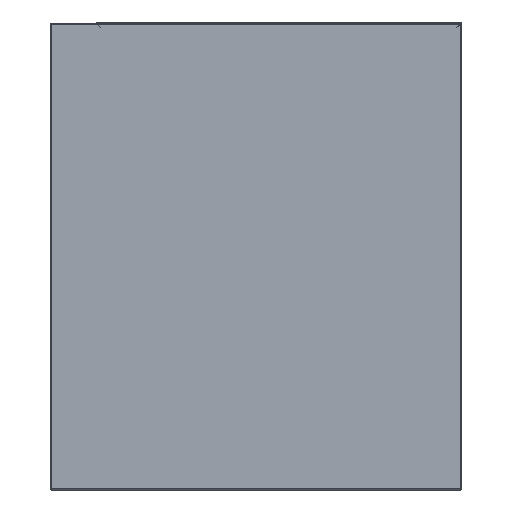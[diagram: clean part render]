
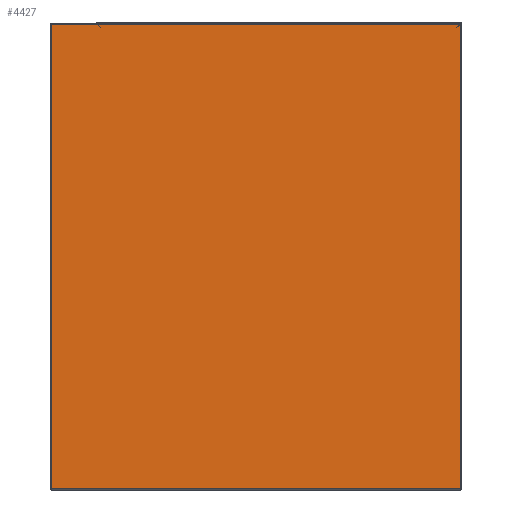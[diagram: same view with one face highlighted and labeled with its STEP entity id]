
A CAD part, left-side view. The second image highlights one B-rep face of the part: STEP entity #4427.
In plain terms, the highlighted planar face has unit normal (-1, 0, 0).
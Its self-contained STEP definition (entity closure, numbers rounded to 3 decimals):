
#24 = EDGE_CURVE ( 'NONE', #3922, #3898, #2405, .T. ) ;
#30 = VECTOR ( 'NONE', #4153, 1000. ) ;
#239 = VECTOR ( 'NONE', #4576, 1000. ) ;
#259 = LINE ( 'NONE', #2426, #1999 ) ;
#305 = ORIENTED_EDGE ( 'NONE', *, *, #3803, .T. ) ;
#425 = LINE ( 'NONE', #1162, #30 ) ;
#590 = DIRECTION ( 'NONE',  ( 0., 0., -1. ) ) ;
#850 = CARTESIAN_POINT ( 'NONE',  ( -497.5, 400., -228.5 ) ) ;
#908 = DIRECTION ( 'NONE',  ( 0., 1., 0. ) ) ;
#1162 = CARTESIAN_POINT ( 'NONE',  ( -497.5, 1., -228.5 ) ) ;
#1315 = CARTESIAN_POINT ( 'NONE',  ( -497.5, 400., -227.5 ) ) ;
#1581 = FACE_OUTER_BOUND ( 'NONE', #4041, .T. ) ;
#1651 = LINE ( 'NONE', #1315, #239 ) ;
#1668 = CARTESIAN_POINT ( 'NONE',  ( -497.5, 399., -227.5 ) ) ;
#1704 = ORIENTED_EDGE ( 'NONE', *, *, #24, .T. ) ;
#1999 = VECTOR ( 'NONE', #590, 1000. ) ;
#2324 = DIRECTION ( 'NONE',  ( -1., 0., 0. ) ) ;
#2405 = LINE ( 'NONE', #3867, #3051 ) ;
#2426 = CARTESIAN_POINT ( 'NONE',  ( -497.5, 399., -228.5 ) ) ;
#2482 = PLANE ( 'NONE',  #3012 ) ;
#2527 = VERTEX_POINT ( 'NONE', #1668 ) ;
#2587 = CARTESIAN_POINT ( 'NONE',  ( -497.5, 399., 224.086 ) ) ;
#2713 = VERTEX_POINT ( 'NONE', #4207 ) ;
#3012 = AXIS2_PLACEMENT_3D ( 'NONE', #850, #2324, #3949 ) ;
#3051 = VECTOR ( 'NONE', #908, 1000. ) ;
#3396 = EDGE_CURVE ( 'NONE', #3898, #2527, #259, .T. ) ;
#3803 = EDGE_CURVE ( 'NONE', #2527, #2713, #1651, .T. ) ;
#3867 = CARTESIAN_POINT ( 'NONE',  ( -497.5, 400., 224.086 ) ) ;
#3898 = VERTEX_POINT ( 'NONE', #2587 ) ;
#3922 = VERTEX_POINT ( 'NONE', #4475 ) ;
#3949 = DIRECTION ( 'NONE',  ( 0., 0., 1. ) ) ;
#4041 = EDGE_LOOP ( 'NONE', ( #4256, #305, #4374, #1704 ) ) ;
#4153 = DIRECTION ( 'NONE',  ( 0., 0., 1. ) ) ;
#4207 = CARTESIAN_POINT ( 'NONE',  ( -497.5, 1., -227.5 ) ) ;
#4256 = ORIENTED_EDGE ( 'NONE', *, *, #3396, .T. ) ;
#4374 = ORIENTED_EDGE ( 'NONE', *, *, #4623, .T. ) ;
#4427 = ADVANCED_FACE ( 'NONE', ( #1581 ), #2482, .T. ) ;
#4475 = CARTESIAN_POINT ( 'NONE',  ( -497.5, 1., 224.086 ) ) ;
#4576 = DIRECTION ( 'NONE',  ( 0., -1., 0. ) ) ;
#4623 = EDGE_CURVE ( 'NONE', #2713, #3922, #425, .T. ) ;
